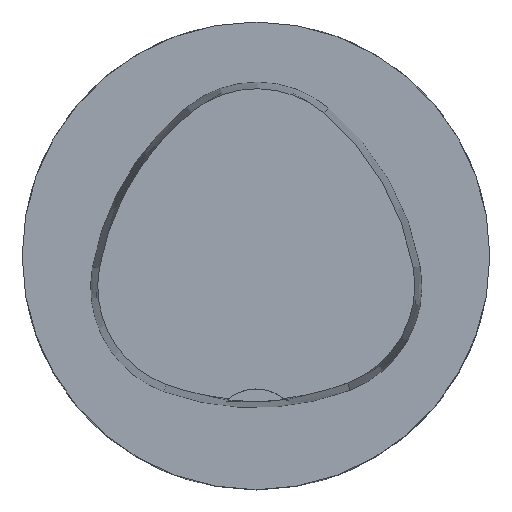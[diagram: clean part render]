
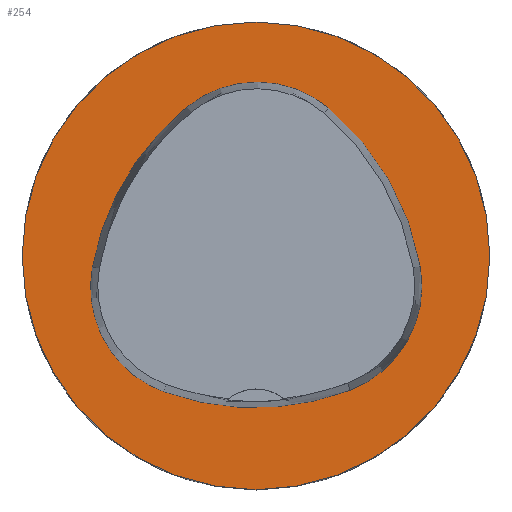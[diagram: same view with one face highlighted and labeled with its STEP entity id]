
A CAD part, top view. The second image highlights one B-rep face of the part: STEP entity #254.
In plain terms, the highlighted planar face has unit normal (0, 0, 1).
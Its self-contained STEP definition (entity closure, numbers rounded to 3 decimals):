
#44=PLANE('',#1423);
#254=ADVANCED_FACE('',(#365,#366),#44,.T.);
#331=CIRCLE('',#1395,31.5);
#332=CIRCLE('',#1401,36.);
#334=CIRCLE('',#1404,15.);
#336=CIRCLE('',#1407,36.);
#338=CIRCLE('',#1410,15.);
#342=CIRCLE('',#1415,36.);
#344=CIRCLE('',#1418,15.);
#365=FACE_BOUND('',#393,.T.);
#366=FACE_BOUND('',#394,.T.);
#393=EDGE_LOOP('',(#540,#541,#542,#543,#544,#545));
#394=EDGE_LOOP('',(#546));
#540=ORIENTED_EDGE('',*,*,#1029,.T.);
#541=ORIENTED_EDGE('',*,*,#1009,.T.);
#542=ORIENTED_EDGE('',*,*,#1013,.T.);
#543=ORIENTED_EDGE('',*,*,#1016,.T.);
#544=ORIENTED_EDGE('',*,*,#1019,.T.);
#545=ORIENTED_EDGE('',*,*,#1027,.T.);
#546=ORIENTED_EDGE('',*,*,#1000,.F.);
#873=VERTEX_POINT('',#1858);
#882=VERTEX_POINT('',#1877);
#883=VERTEX_POINT('',#1878);
#886=VERTEX_POINT('',#1886);
#888=VERTEX_POINT('',#1892);
#890=VERTEX_POINT('',#1898);
#897=VERTEX_POINT('',#1919);
#1000=EDGE_CURVE('',#873,#873,#331,.T.);
#1009=EDGE_CURVE('',#882,#883,#332,.T.);
#1013=EDGE_CURVE('',#883,#886,#334,.T.);
#1016=EDGE_CURVE('',#886,#888,#336,.T.);
#1019=EDGE_CURVE('',#888,#890,#338,.T.);
#1027=EDGE_CURVE('',#890,#897,#342,.T.);
#1029=EDGE_CURVE('',#897,#882,#344,.T.);
#1395=AXIS2_PLACEMENT_3D('',#1857,#1528,#1529);
#1401=AXIS2_PLACEMENT_3D('',#1876,#1544,#1545);
#1404=AXIS2_PLACEMENT_3D('',#1885,#1552,#1553);
#1407=AXIS2_PLACEMENT_3D('',#1891,#1559,#1560);
#1410=AXIS2_PLACEMENT_3D('',#1897,#1566,#1567);
#1415=AXIS2_PLACEMENT_3D('',#1920,#1578,#1579);
#1418=AXIS2_PLACEMENT_3D('',#1923,#1584,#1585);
#1423=AXIS2_PLACEMENT_3D('',#1928,#1594,#1595);
#1528=DIRECTION('',(0.,0.,-1.));
#1529=DIRECTION('',(-1.,0.,0.));
#1544=DIRECTION('',(0.,0.,-1.));
#1545=DIRECTION('',(-1.,0.,0.));
#1552=DIRECTION('',(0.,0.,-1.));
#1553=DIRECTION('',(-1.,0.,0.));
#1559=DIRECTION('',(0.,0.,-1.));
#1560=DIRECTION('',(-1.,0.,0.));
#1566=DIRECTION('',(0.,0.,-1.));
#1567=DIRECTION('',(-1.,0.,0.));
#1578=DIRECTION('',(0.,0.,-1.));
#1579=DIRECTION('',(-1.,0.,0.));
#1584=DIRECTION('',(0.,0.,-1.));
#1585=DIRECTION('',(-1.,0.,0.));
#1594=DIRECTION('',(0.,0.,1.));
#1595=DIRECTION('',(1.,0.,0.));
#1857=CARTESIAN_POINT('',(0.,0.,0.));
#1858=CARTESIAN_POINT('',(-31.5,0.,0.));
#1876=CARTESIAN_POINT('',(13.398,-7.893,0.));
#1877=CARTESIAN_POINT('',(-22.041,-1.562,0.));
#1878=CARTESIAN_POINT('',(-9.317,20.036,0.));
#1885=CARTESIAN_POINT('',(0.148,8.399,0.));
#1886=CARTESIAN_POINT('',(9.779,19.898,0.));
#1891=CARTESIAN_POINT('',(-13.337,-7.7,0.));
#1892=CARTESIAN_POINT('',(22.122,-1.48,0.));
#1897=CARTESIAN_POINT('',(7.347,-4.071,0.));
#1898=CARTESIAN_POINT('',(12.693,-18.087,0.));
#1919=CARTESIAN_POINT('',(-12.373,-18.307,0.));
#1920=CARTESIAN_POINT('',(-0.137,15.55,0.));
#1923=CARTESIAN_POINT('',(-7.275,-4.2,0.));
#1928=CARTESIAN_POINT('',(0.,0.,0.));
